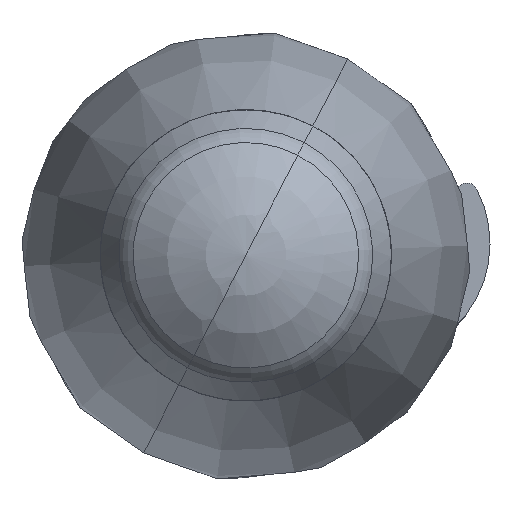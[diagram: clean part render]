
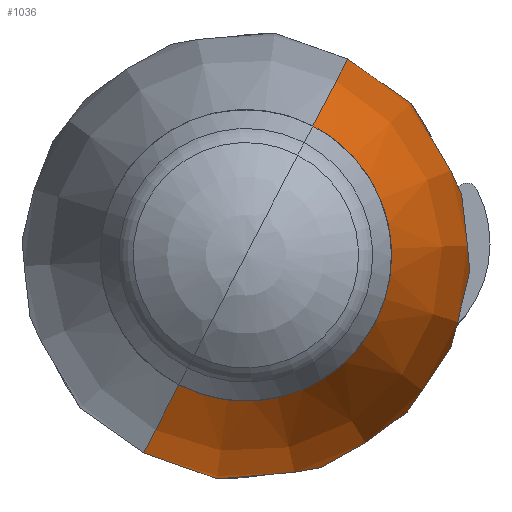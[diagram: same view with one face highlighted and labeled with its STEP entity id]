
A CAD part, top view. The second image highlights one B-rep face of the part: STEP entity #1036.
In plain terms, the highlighted face is a revolution surface.
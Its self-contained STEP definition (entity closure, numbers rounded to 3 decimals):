
#588=AXIS2_PLACEMENT_3D('Circle Axis2P3D',#586,#587,$) ;
#1007=AXIS2_PLACEMENT_3D('Circle Axis2P3D',#1005,#1006,$) ;
#583=CARTESIAN_POINT('Vertex',(26.503,32.611,188.124)) ;
#586=CARTESIAN_POINT('Axis2P3D Location',(19.947,19.947,188.124)) ;
#590=CARTESIAN_POINT('Vertex',(13.391,7.283,188.124)) ;
#995=CARTESIAN_POINT('Control Point',(9.214,12.712,252.273)) ;
#996=CARTESIAN_POINT('Control Point',(4.862,9.779,240.202)) ;
#997=CARTESIAN_POINT('Control Point',(2.46,8.159,227.108)) ;
#998=CARTESIAN_POINT('Control Point',(2.23,8.004,213.603)) ;
#999=CARTESIAN_POINT('Control Point',(4.185,9.322,200.401)) ;
#1000=CARTESIAN_POINT('Control Point',(8.122,11.976,188.124)) ;
#1001=CARTESIAN_POINT('Axis1P Location',(19.947,19.947,196.175)) ;
#1005=CARTESIAN_POINT('Axis2P3D Location',(19.947,19.947,252.273)) ;
#1009=CARTESIAN_POINT('Vertex',(13.996,8.452,252.273)) ;
#1011=CARTESIAN_POINT('Vertex',(25.898,31.442,252.273)) ;
#1015=CARTESIAN_POINT('Control Point',(13.996,8.452,252.273)) ;
#1016=CARTESIAN_POINT('Control Point',(11.584,3.791,240.202)) ;
#1017=CARTESIAN_POINT('Control Point',(10.252,1.218,227.108)) ;
#1018=CARTESIAN_POINT('Control Point',(10.124,0.972,213.603)) ;
#1019=CARTESIAN_POINT('Control Point',(11.208,3.066,200.401)) ;
#1020=CARTESIAN_POINT('Control Point',(13.391,7.283,188.124)) ;
#1023=CARTESIAN_POINT('Control Point',(25.898,31.442,252.273)) ;
#1024=CARTESIAN_POINT('Control Point',(28.31,36.103,240.202)) ;
#1025=CARTESIAN_POINT('Control Point',(29.642,38.676,227.108)) ;
#1026=CARTESIAN_POINT('Control Point',(29.77,38.922,213.603)) ;
#1027=CARTESIAN_POINT('Control Point',(28.686,36.828,200.401)) ;
#1028=CARTESIAN_POINT('Control Point',(26.503,32.611,188.124)) ;
#587=DIRECTION('Axis2P3D Direction',(0.,0.,1.)) ;
#1002=DIRECTION('Axis1P Direction',(0.,0.,1.)) ;
#1006=DIRECTION('Axis2P3D Direction',(0.,0.,1.)) ;
#1003=AXIS1_PLACEMENT('Revolution Surface Axis1P',#1001,#1002) ;
#1031=ORIENTED_EDGE('',*,*,#1013,.F.) ;
#1032=ORIENTED_EDGE('',*,*,#1021,.T.) ;
#1033=ORIENTED_EDGE('',*,*,#592,.T.) ;
#1034=ORIENTED_EDGE('',*,*,#1029,.F.) ;
#1036=ADVANCED_FACE('Hauptk\X2\00F6\X0\rper',(#1035),#1004,.F.) ;
#994=B_SPLINE_CURVE_WITH_KNOTS('',5,(#995,#996,#997,#998,#999,#1000),.UNSPECIFIED.,.F.,.U.,(6,6),(98.044,163.859),.UNSPECIFIED.) ;
#1014=B_SPLINE_CURVE_WITH_KNOTS('',5,(#1015,#1016,#1017,#1018,#1019,#1020),.UNSPECIFIED.,.F.,.U.,(6,6),(98.044,163.859),.UNSPECIFIED.) ;
#1022=B_SPLINE_CURVE_WITH_KNOTS('',5,(#1023,#1024,#1025,#1026,#1027,#1028),.UNSPECIFIED.,.F.,.U.,(6,6),(98.044,163.859),.UNSPECIFIED.) ;
#589=CIRCLE('generated circle',#588,14.261) ;
#1008=CIRCLE('generated circle',#1007,12.944) ;
#592=EDGE_CURVE('',#591,#584,#589,.T.) ;
#1013=EDGE_CURVE('',#1010,#1012,#1008,.T.) ;
#1021=EDGE_CURVE('',#1010,#591,#1014,.T.) ;
#1029=EDGE_CURVE('',#1012,#584,#1022,.T.) ;
#1030=EDGE_LOOP('',(#1031,#1032,#1033,#1034)) ;
#1035=FACE_OUTER_BOUND('',#1030,.T.) ;
#1004=SURFACE_OF_REVOLUTION('Surface of Revolution',#994,#1003) ;
#584=VERTEX_POINT('',#583) ;
#591=VERTEX_POINT('',#590) ;
#1010=VERTEX_POINT('',#1009) ;
#1012=VERTEX_POINT('',#1011) ;
